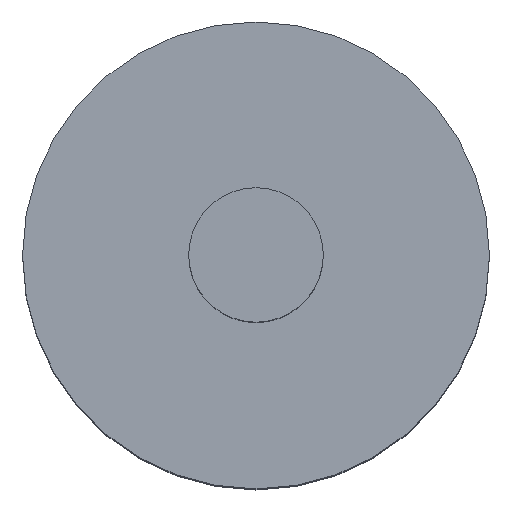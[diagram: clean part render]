
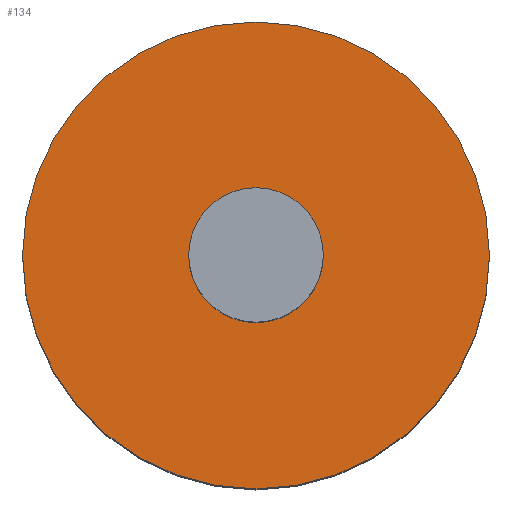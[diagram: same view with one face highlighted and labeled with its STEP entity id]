
A CAD part, top view. The second image highlights one B-rep face of the part: STEP entity #134.
In plain terms, the highlighted planar face has unit normal (0, 0, 1).
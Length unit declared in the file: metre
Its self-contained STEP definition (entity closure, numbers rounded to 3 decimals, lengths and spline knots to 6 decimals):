
#14=PLANE('',#162);
#22=ORIENTED_EDGE('',*,*,#45,.F.);
#23=ORIENTED_EDGE('',*,*,#46,.T.);
#45=EDGE_CURVE('',#57,#57,#69,.T.);
#46=EDGE_CURVE('',#58,#58,#70,.T.);
#57=VERTEX_POINT('',#241);
#58=VERTEX_POINT('',#244);
#69=CIRCLE('',#161,0.00405);
#70=CIRCLE('',#163,0.01405);
#82=EDGE_LOOP('',(#22));
#83=EDGE_LOOP('',(#23));
#106=FACE_BOUND('',#82,.T.);
#107=FACE_BOUND('',#83,.T.);
#134=ADVANCED_FACE('',(#106,#107),#14,.F.);
#161=AXIS2_PLACEMENT_3D('',#240,#190,#191);
#162=AXIS2_PLACEMENT_3D('',#242,#192,#193);
#163=AXIS2_PLACEMENT_3D('',#243,#194,#195);
#190=DIRECTION('',(0.,0.,1.));
#191=DIRECTION('',(1.,0.,0.));
#192=DIRECTION('',(0.,0.,-1.));
#193=DIRECTION('',(-1.,0.,0.));
#194=DIRECTION('',(0.,0.,1.));
#195=DIRECTION('',(1.,0.,0.));
#240=CARTESIAN_POINT('',(0.,0.,0.056));
#241=CARTESIAN_POINT('',(0.00405,0.,0.056));
#242=CARTESIAN_POINT('',(0.,-0.00905,0.056));
#243=CARTESIAN_POINT('',(0.,0.,0.056));
#244=CARTESIAN_POINT('',(0.01405,0.,0.056));
